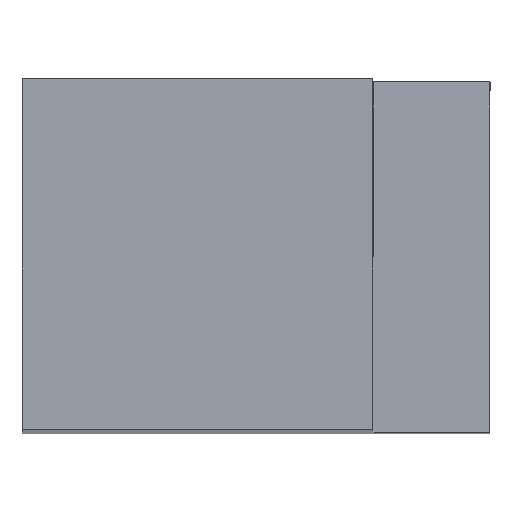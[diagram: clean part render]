
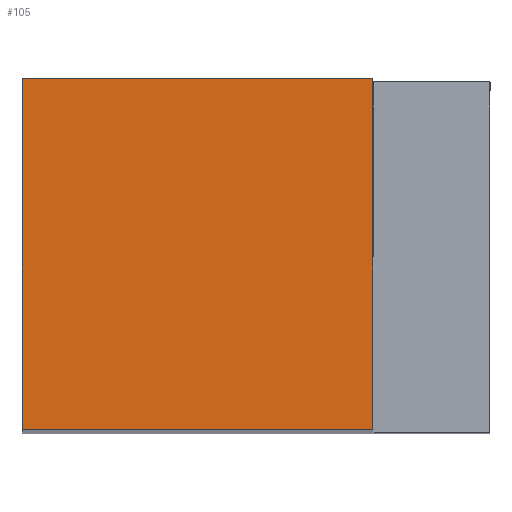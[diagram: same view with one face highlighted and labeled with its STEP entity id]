
A CAD part, top view. The second image highlights one B-rep face of the part: STEP entity #105.
In plain terms, the highlighted planar face has unit normal (0, 0, 1).
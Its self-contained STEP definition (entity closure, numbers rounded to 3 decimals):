
#42=LINE('',#650,#64);
#44=LINE('',#654,#66);
#45=LINE('',#656,#67);
#46=LINE('',#658,#68);
#64=VECTOR('',#481,1.);
#66=VECTOR('',#485,1.);
#67=VECTOR('',#486,1.);
#68=VECTOR('',#487,1.);
#91=FACE_OUTER_BOUND('',#169,.T.);
#105=ADVANCED_FACE('',(#91),#122,.T.);
#122=PLANE('',#414);
#169=EDGE_LOOP('',(#218,#219,#220,#221));
#218=ORIENTED_EDGE('',*,*,#311,.T.);
#219=ORIENTED_EDGE('',*,*,#313,.F.);
#220=ORIENTED_EDGE('',*,*,#314,.F.);
#221=ORIENTED_EDGE('',*,*,#315,.T.);
#280=VERTEX_POINT('',#649);
#281=VERTEX_POINT('',#651);
#282=VERTEX_POINT('',#655);
#283=VERTEX_POINT('',#657);
#311=EDGE_CURVE('',#281,#280,#42,.T.);
#313=EDGE_CURVE('',#282,#280,#44,.T.);
#314=EDGE_CURVE('',#283,#282,#45,.T.);
#315=EDGE_CURVE('',#283,#281,#46,.T.);
#414=AXIS2_PLACEMENT_3D('',#659,#488,#489);
#481=DIRECTION('',(0.,-1.,0.));
#485=DIRECTION('',(-1.,0.,0.));
#486=DIRECTION('',(0.,-1.,0.));
#487=DIRECTION('',(-1.,0.,0.));
#488=DIRECTION('',(0.,0.,1.));
#489=DIRECTION('',(0.,1.,0.));
#649=CARTESIAN_POINT('',(-12.,0.,0.));
#650=CARTESIAN_POINT('',(-12.,12.,0.));
#651=CARTESIAN_POINT('',(-12.,12.,0.));
#654=CARTESIAN_POINT('',(0.,0.,0.));
#655=CARTESIAN_POINT('',(0.,0.,0.));
#656=CARTESIAN_POINT('',(0.,12.,0.));
#657=CARTESIAN_POINT('',(0.,12.,0.));
#658=CARTESIAN_POINT('',(0.,12.,0.));
#659=CARTESIAN_POINT('',(0.,12.,0.));
